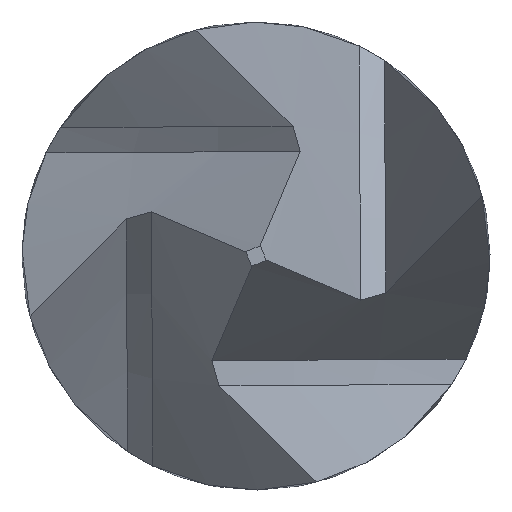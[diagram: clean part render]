
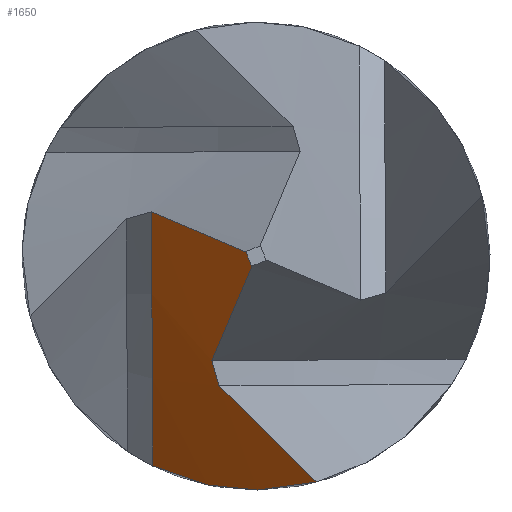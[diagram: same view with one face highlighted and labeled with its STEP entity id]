
A CAD part, left-side view. The second image highlights one B-rep face of the part: STEP entity #1650.
In plain terms, the highlighted conical face has half-angle 60 degrees and reference radius 9.525 mm.
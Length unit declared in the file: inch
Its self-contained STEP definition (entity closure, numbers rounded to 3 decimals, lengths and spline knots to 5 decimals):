
#6 = CARTESIAN_POINT ( 'NONE',  ( -0.23299, -0.00723, -0.0269 ) ) ;
#58 = AXIS2_PLACEMENT_3D ( 'NONE', #817, #823, #826 ) ;
#62 = CARTESIAN_POINT ( 'NONE',  ( -0.1903, 0.01226, -0.02501 ) ) ;
#84 = CARTESIAN_POINT ( 'NONE',  ( -0.24, 0.00074, -0.00065 ) ) ;
#86 = CARTESIAN_POINT ( 'NONE',  ( -0.24, 0.00049, -0.00123 ) ) ;
#147 = EDGE_CURVE ( 'NONE', #1657, #1991, #2094, .T. ) ;
#182 = CARTESIAN_POINT ( 'NONE',  ( -0.22745, -0.00335, -0.02308 ) ) ;
#185 = CARTESIAN_POINT ( 'NONE',  ( -0.23299, -0.00723, -0.0269 ) ) ;
#189 = CARTESIAN_POINT ( 'NONE',  ( -0.2219, 0.00053, -0.01927 ) ) ;
#191 = CARTESIAN_POINT ( 'NONE',  ( -0.21637, 0.00441, -0.01545 ) ) ;
#209 = CARTESIAN_POINT ( 'NONE',  ( -0.24, 0.00049, -0.00123 ) ) ;
#219 = CONICAL_SURFACE ( 'NONE', #903, 0.375, 1.047 ) ;
#231 = CARTESIAN_POINT ( 'NONE',  ( -0.21718, 0.00526, -0.01246 ) ) ;
#232 = CARTESIAN_POINT ( 'NONE',  ( -0.21691, 0.00497, -0.01346 ) ) ;
#250 = CARTESIAN_POINT ( 'NONE',  ( -0.21664, 0.00469, -0.01446 ) ) ;
#255 = CARTESIAN_POINT ( 'NONE',  ( -0.21637, 0.00441, -0.01545 ) ) ;
#269 = CARTESIAN_POINT ( 'NONE',  ( -0.21581, -0.00018, -0.02785 ) ) ;
#334 = CARTESIAN_POINT ( 'NONE',  ( -0.24, 0.00123, 0.00049 ) ) ;
#337 = CARTESIAN_POINT ( 'NONE',  ( -0.21581, -0.00018, -0.02785 ) ) ;
#342 = ORIENTED_EDGE ( 'NONE', *, *, #612, .T. ) ;
#347 = ORIENTED_EDGE ( 'NONE', *, *, #1507, .T. ) ;
#351 = ORIENTED_EDGE ( 'NONE', *, *, #2012, .T. ) ;
#363 = ORIENTED_EDGE ( 'NONE', *, *, #922, .F. ) ;
#376 = CARTESIAN_POINT ( 'NONE',  ( -0.21637, 0.00441, -0.01545 ) ) ;
#377 = CARTESIAN_POINT ( 'NONE',  ( -0.19866, 0.00782, -0.02681 ) ) ;
#380 = CARTESIAN_POINT ( 'NONE',  ( -0.19439, 0.01001, -0.02611 ) ) ;
#388 = CARTESIAN_POINT ( 'NONE',  ( -0.21149, 0.00171, -0.02786 ) ) ;
#404 = CARTESIAN_POINT ( 'NONE',  ( -0.1903, 0.01226, -0.02501 ) ) ;
#422 = CARTESIAN_POINT ( 'NONE',  ( -0.21718, 0.01246, 0.00526 ) ) ;
#451 = CARTESIAN_POINT ( 'NONE',  ( -0.22473, 0.00865, 0.00356 ) ) ;
#452 = CARTESIAN_POINT ( 'NONE',  ( -0.23234, 0.0049, 0.00198 ) ) ;
#456 = CARTESIAN_POINT ( 'NONE',  ( -0.24, 0.00123, 0.00049 ) ) ;
#561 = B_SPLINE_CURVE_WITH_KNOTS ( 'NONE', 3,
 ( #86, #84, #856, #855 ),
 .UNSPECIFIED., .F., .F.,
 ( 4, 4 ),
 ( 0.00323, 0.00328 ),
 .UNSPECIFIED. ) ;
#563 = VERTEX_POINT ( 'NONE', #641 ) ;
#576 = CARTESIAN_POINT ( 'NONE',  ( -0.23299, -0.00723, -0.0269 ) ) ;
#612 = EDGE_CURVE ( 'NONE', #563, #2073, #680, .T. ) ;
#632 = CARTESIAN_POINT ( 'NONE',  ( -0.21718, 0.00526, -0.01246 ) ) ;
#641 = CARTESIAN_POINT ( 'NONE',  ( -0.21718, 0.00526, -0.01246 ) ) ;
#672 = CARTESIAN_POINT ( 'NONE',  ( -0.22473, 0.00356, -0.00865 ) ) ;
#675 = CARTESIAN_POINT ( 'NONE',  ( -0.23234, 0.00198, -0.0049 ) ) ;
#676 = CARTESIAN_POINT ( 'NONE',  ( -0.24, 0.00049, -0.00123 ) ) ;
#680 = B_SPLINE_CURVE_WITH_KNOTS ( 'NONE', 3,
 ( #632, #672, #675, #676 ),
 .UNSPECIFIED., .F., .F.,
 ( 4, 4 ),
 ( 0., 0.00066 ),
 .UNSPECIFIED. ) ;
#817 = CARTESIAN_POINT ( 'NONE',  ( -0.48373, 0.01074, -0.25851 ) ) ;
#823 = DIRECTION ( 'NONE',  ( 0., -1., 0.007 ) ) ;
#826 = DIRECTION ( 'NONE',  ( 0., -0.007, -1. ) ) ;
#828 = CARTESIAN_POINT ( 'NONE',  ( -0.22722, -0.00501, -0.02749 ) ) ;
#855 = CARTESIAN_POINT ( 'NONE',  ( -0.24, 0.00123, 0.00049 ) ) ;
#856 = CARTESIAN_POINT ( 'NONE',  ( -0.24, 0.00098, -0.00008 ) ) ;
#885 = EDGE_CURVE ( 'NONE', #983, #1657, #898, .T. ) ;
#891 = ORIENTED_EDGE ( 'NONE', *, *, #885, .F. ) ;
#898 = CIRCLE ( 'NONE', #58, 0.375 ) ;
#903 = AXIS2_PLACEMENT_3D ( 'NONE', #1045, #1022, #1066 ) ;
#922 = EDGE_CURVE ( 'NONE', #1333, #1712, #1262, .T. ) ;
#983 = VERTEX_POINT ( 'NONE', #62 ) ;
#1022 = DIRECTION ( 'NONE',  ( 0., 1., -0.007 ) ) ;
#1037 = EDGE_LOOP ( 'NONE', ( #2034, #342, #347, #2017, #891, #1998, #363, #351 ) ) ;
#1045 = CARTESIAN_POINT ( 'NONE',  ( -0.48373, 0.01074, -0.25851 ) ) ;
#1066 = DIRECTION ( 'NONE',  ( 0., 0.007, 1. ) ) ;
#1070 = CARTESIAN_POINT ( 'NONE',  ( -0.21718, 0.01246, 0.00526 ) ) ;
#1262 = B_SPLINE_CURVE_WITH_KNOTS ( 'NONE', 3,
 ( #6, #828, #1441, #269 ),
 .UNSPECIFIED., .F., .F.,
 ( 4, 4 ),
 ( 0.00041, 0.00088 ),
 .UNSPECIFIED. ) ;
#1297 = CARTESIAN_POINT ( 'NONE',  ( -0.21581, -0.00018, -0.02785 ) ) ;
#1333 = VERTEX_POINT ( 'NONE', #576 ) ;
#1441 = CARTESIAN_POINT ( 'NONE',  ( -0.22149, -0.00267, -0.02783 ) ) ;
#1507 = EDGE_CURVE ( 'NONE', #2073, #1991, #561, .T. ) ;
#1650 = ADVANCED_FACE ( 'NONE', ( #2049 ), #219, .F. ) ;
#1657 = VERTEX_POINT ( 'NONE', #1070 ) ;
#1712 = VERTEX_POINT ( 'NONE', #1297 ) ;
#1719 = CARTESIAN_POINT ( 'NONE',  ( -0.20719, 0.00368, -0.02769 ) ) ;
#1926 = EDGE_CURVE ( 'NONE', #1712, #983, #2051, .T. ) ;
#1981 = VERTEX_POINT ( 'NONE', #376 ) ;
#1991 = VERTEX_POINT ( 'NONE', #334 ) ;
#1998 = ORIENTED_EDGE ( 'NONE', *, *, #1926, .F. ) ;
#2012 = EDGE_CURVE ( 'NONE', #1333, #1981, #2121, .T. ) ;
#2017 = ORIENTED_EDGE ( 'NONE', *, *, #147, .F. ) ;
#2034 = ORIENTED_EDGE ( 'NONE', *, *, #2048, .T. ) ;
#2044 = B_SPLINE_CURVE_WITH_KNOTS ( 'NONE', 3,
 ( #255, #250, #232, #231 ),
 .UNSPECIFIED., .F., .F.,
 ( 4, 4 ),
 ( 0.00001, 0.00009 ),
 .UNSPECIFIED. ) ;
#2048 = EDGE_CURVE ( 'NONE', #1981, #563, #2044, .T. ) ;
#2049 = FACE_OUTER_BOUND ( 'NONE', #1037, .T. ) ;
#2051 = B_SPLINE_CURVE_WITH_KNOTS ( 'NONE', 3,
 ( #337, #388, #1719, #377, #380, #404 ),
 .UNSPECIFIED., .F., .F.,
 ( 4, 2, 4 ),
 ( 0.00088, 0.00124, 0.0016 ),
 .UNSPECIFIED. ) ;
#2073 = VERTEX_POINT ( 'NONE', #209 ) ;
#2094 = B_SPLINE_CURVE_WITH_KNOTS ( 'NONE', 3,
 ( #422, #451, #452, #456 ),
 .UNSPECIFIED., .F., .F.,
 ( 4, 4 ),
 ( 0., 0.00066 ),
 .UNSPECIFIED. ) ;
#2121 = B_SPLINE_CURVE_WITH_KNOTS ( 'NONE', 3,
 ( #185, #182, #189, #191 ),
 .UNSPECIFIED., .F., .F.,
 ( 4, 4 ),
 ( 0.00005, 0.00064 ),
 .UNSPECIFIED. ) ;
